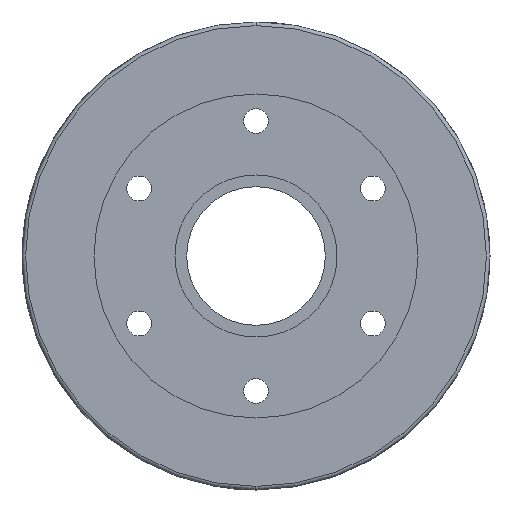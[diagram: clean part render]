
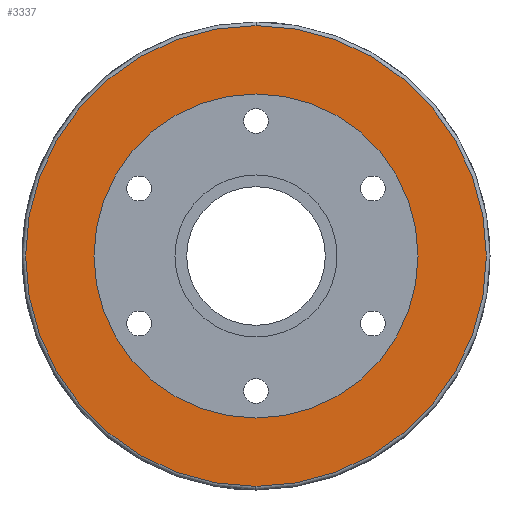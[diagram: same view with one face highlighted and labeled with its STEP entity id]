
A CAD part, left-side view. The second image highlights one B-rep face of the part: STEP entity #3337.
In plain terms, the highlighted planar face has unit normal (-1, 0, 0).
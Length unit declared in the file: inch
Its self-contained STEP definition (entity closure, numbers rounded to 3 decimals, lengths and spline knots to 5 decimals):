
#200 = CARTESIAN_POINT ( 'NONE',  ( 0.368, 0., -1.6 ) ) ;
#291 = ORIENTED_EDGE ( 'NONE', *, *, #2623, .F. ) ;
#301 = EDGE_CURVE ( 'NONE', #2535, #2040, #3192, .T. ) ;
#409 = CARTESIAN_POINT ( 'NONE',  ( 0.368, 0., 1.6 ) ) ;
#469 = CARTESIAN_POINT ( 'NONE',  ( 0.368, 0., 0. ) ) ;
#482 = AXIS2_PLACEMENT_3D ( 'NONE', #680, #2575, #955 ) ;
#483 = DIRECTION ( 'NONE',  ( 0., 0., 1. ) ) ;
#596 = CARTESIAN_POINT ( 'NONE',  ( 0.368, 0., 1.125 ) ) ;
#633 = CIRCLE ( 'NONE', #1411, 1.6 ) ;
#680 = CARTESIAN_POINT ( 'NONE',  ( 0.368, 0., 0. ) ) ;
#749 = DIRECTION ( 'NONE',  ( -1., 0., 0. ) ) ;
#902 = EDGE_LOOP ( 'NONE', ( #1564, #3140 ) ) ;
#955 = DIRECTION ( 'NONE',  ( 0., 0., 1. ) ) ;
#970 = CARTESIAN_POINT ( 'NONE',  ( 0.368, 0., 0. ) ) ;
#1119 = ORIENTED_EDGE ( 'NONE', *, *, #3217, .F. ) ;
#1243 = EDGE_CURVE ( 'NONE', #2040, #2535, #633, .T. ) ;
#1287 = DIRECTION ( 'NONE',  ( -1., 0., 0. ) ) ;
#1325 = CARTESIAN_POINT ( 'NONE',  ( 0.368, 0., 0. ) ) ;
#1411 = AXIS2_PLACEMENT_3D ( 'NONE', #2374, #2380, #3138 ) ;
#1564 = ORIENTED_EDGE ( 'NONE', *, *, #1243, .T. ) ;
#1581 = DIRECTION ( 'NONE',  ( 0., 0., 1. ) ) ;
#1735 = VERTEX_POINT ( 'NONE', #2418 ) ;
#1845 = CIRCLE ( 'NONE', #3026, 1.125 ) ;
#2034 = AXIS2_PLACEMENT_3D ( 'NONE', #970, #1287, #483 ) ;
#2040 = VERTEX_POINT ( 'NONE', #409 ) ;
#2170 = VERTEX_POINT ( 'NONE', #596 ) ;
#2374 = CARTESIAN_POINT ( 'NONE',  ( 0.368, 0., 0. ) ) ;
#2380 = DIRECTION ( 'NONE',  ( -1., 0., 0. ) ) ;
#2418 = CARTESIAN_POINT ( 'NONE',  ( 0.368, 0., -1.125 ) ) ;
#2433 = EDGE_LOOP ( 'NONE', ( #291, #1119 ) ) ;
#2535 = VERTEX_POINT ( 'NONE', #200 ) ;
#2575 = DIRECTION ( 'NONE',  ( -1., 0., 0. ) ) ;
#2623 = EDGE_CURVE ( 'NONE', #2170, #1735, #1845, .T. ) ;
#2650 = DIRECTION ( 'NONE',  ( 0., 0., 1. ) ) ;
#2828 = FACE_BOUND ( 'NONE', #2433, .T. ) ;
#3003 = FACE_OUTER_BOUND ( 'NONE', #902, .T. ) ;
#3026 = AXIS2_PLACEMENT_3D ( 'NONE', #1325, #3246, #1581 ) ;
#3138 = DIRECTION ( 'NONE',  ( 0., 0., 1. ) ) ;
#3140 = ORIENTED_EDGE ( 'NONE', *, *, #301, .T. ) ;
#3192 = CIRCLE ( 'NONE', #2034, 1.6 ) ;
#3208 = CIRCLE ( 'NONE', #482, 1.125 ) ;
#3217 = EDGE_CURVE ( 'NONE', #1735, #2170, #3208, .T. ) ;
#3246 = DIRECTION ( 'NONE',  ( -1., 0., 0. ) ) ;
#3337 = ADVANCED_FACE ( 'NONE', ( #2828, #3003 ), #3463, .T. ) ;
#3463 = PLANE ( 'NONE',  #3577 ) ;
#3577 = AXIS2_PLACEMENT_3D ( 'NONE', #469, #749, #2650 ) ;
